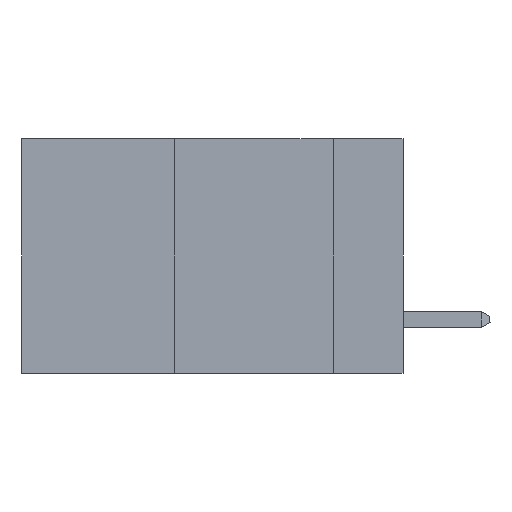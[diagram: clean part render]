
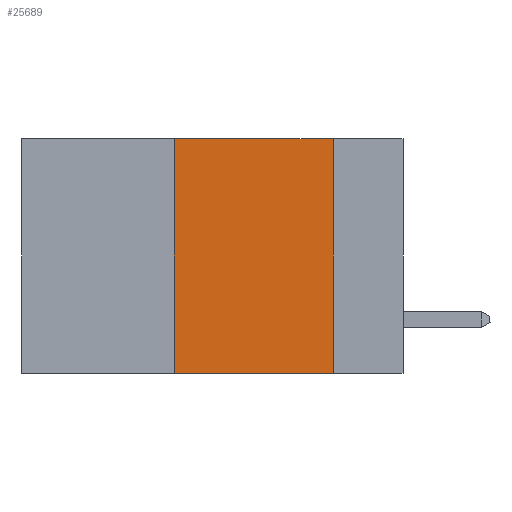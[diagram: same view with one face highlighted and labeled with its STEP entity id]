
A CAD part, left-side view. The second image highlights one B-rep face of the part: STEP entity #25689.
In plain terms, the highlighted planar face has unit normal (-1, 0, 0).
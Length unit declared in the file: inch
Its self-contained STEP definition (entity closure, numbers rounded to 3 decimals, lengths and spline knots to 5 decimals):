
#802 = LINE ( 'NONE', #36570, #30607 ) ;
#2716 = ORIENTED_EDGE ( 'NONE', *, *, #14262, .T. ) ;
#2780 = DIRECTION ( 'NONE',  ( 0., 0., -1. ) ) ;
#7385 = ORIENTED_EDGE ( 'NONE', *, *, #22372, .F. ) ;
#9574 = LINE ( 'NONE', #43095, #15383 ) ;
#12606 = VERTEX_POINT ( 'NONE', #40337 ) ;
#12774 = CARTESIAN_POINT ( 'NONE',  ( 0., 0.36, -0.37 ) ) ;
#14262 = EDGE_CURVE ( 'NONE', #42112, #12606, #9574, .T. ) ;
#14297 = EDGE_CURVE ( 'NONE', #36378, #12606, #29801, .T. ) ;
#14324 = VECTOR ( 'NONE', #2780, 39.37008 ) ;
#15383 = VECTOR ( 'NONE', #39567, 39.37008 ) ;
#16001 = LINE ( 'NONE', #36535, #42659 ) ;
#16080 = DIRECTION ( 'NONE',  ( 0., -1., 0. ) ) ;
#16270 = EDGE_LOOP ( 'NONE', ( #37422, #7385, #31335, #2716 ) ) ;
#19550 = CARTESIAN_POINT ( 'NONE',  ( 0., 0.11, 0. ) ) ;
#19763 = CARTESIAN_POINT ( 'NONE',  ( 0., 0.6, 0. ) ) ;
#20675 = EDGE_CURVE ( 'NONE', #42112, #38985, #802, .T. ) ;
#20789 = AXIS2_PLACEMENT_3D ( 'NONE', #19763, #29771, #33203 ) ;
#22372 = EDGE_CURVE ( 'NONE', #38985, #36378, #16001, .T. ) ;
#25689 = ADVANCED_FACE ( 'NONE', ( #27995 ), #26345, .F. ) ;
#26345 = PLANE ( 'NONE',  #20789 ) ;
#27995 = FACE_OUTER_BOUND ( 'NONE', #16270, .T. ) ;
#29771 = DIRECTION ( 'NONE',  ( 1., 0., 0. ) ) ;
#29801 = LINE ( 'NONE', #19550, #14324 ) ;
#30607 = VECTOR ( 'NONE', #37443, 39.37008 ) ;
#31335 = ORIENTED_EDGE ( 'NONE', *, *, #20675, .F. ) ;
#32886 = CARTESIAN_POINT ( 'NONE',  ( 0., 0.11, 0. ) ) ;
#33203 = DIRECTION ( 'NONE',  ( 0., 0., -1. ) ) ;
#36378 = VERTEX_POINT ( 'NONE', #32886 ) ;
#36535 = CARTESIAN_POINT ( 'NONE',  ( 0., 0.6, 0. ) ) ;
#36570 = CARTESIAN_POINT ( 'NONE',  ( 0., 0.36, 0. ) ) ;
#37422 = ORIENTED_EDGE ( 'NONE', *, *, #14297, .F. ) ;
#37443 = DIRECTION ( 'NONE',  ( 0., 0., 1. ) ) ;
#37456 = CARTESIAN_POINT ( 'NONE',  ( 0., 0.36, 0. ) ) ;
#38985 = VERTEX_POINT ( 'NONE', #37456 ) ;
#39567 = DIRECTION ( 'NONE',  ( 0., -1., 0. ) ) ;
#40337 = CARTESIAN_POINT ( 'NONE',  ( 0., 0.11, -0.37 ) ) ;
#42112 = VERTEX_POINT ( 'NONE', #12774 ) ;
#42659 = VECTOR ( 'NONE', #16080, 39.37008 ) ;
#43095 = CARTESIAN_POINT ( 'NONE',  ( 0., 0.6, -0.37 ) ) ;
